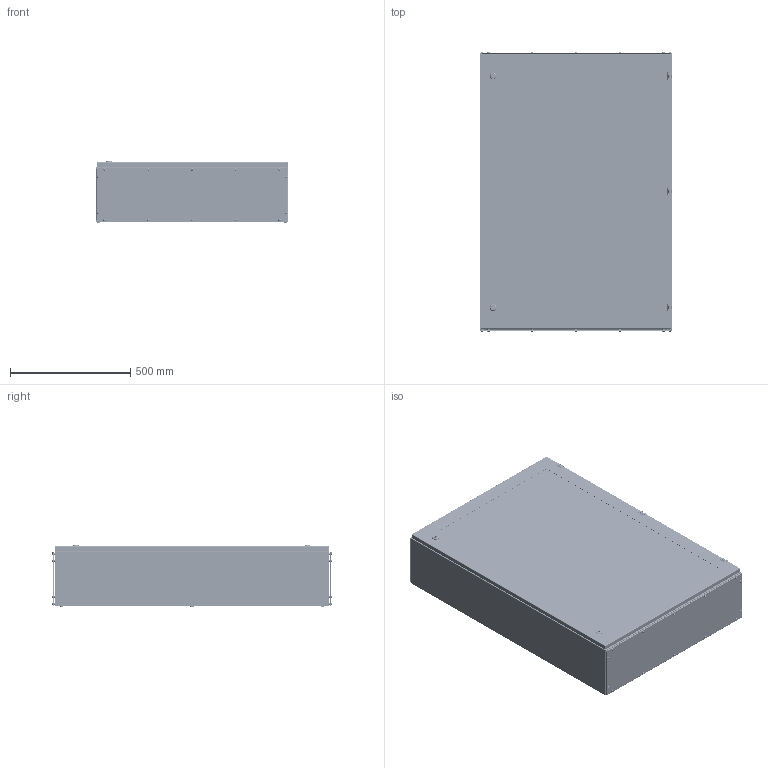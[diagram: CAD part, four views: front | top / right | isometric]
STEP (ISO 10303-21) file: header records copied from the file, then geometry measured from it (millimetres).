
FILE_DESCRIPTION (( 'STEP AP214' ), '1' );
FILE_NAME ('13.080.115.25.STEP', '2024-06-11T09:32:37', ( '' ), ( '' ), 'SwSTEP 2.0', 'SolidWorks 2021', '' );
FILE_SCHEMA (( 'AUTOMOTIVE_DESIGN' ));
Length unit declared in the file: millimetre
Products named in the file (28): SW6X8.stp; 8SJ_MS705_0760.stp; Ïðîêëàäêà êðûøêè W800D250; 砑鳧罻 W800; Êàðêàñ øêàôà W800H1150D250; 8SJ_MS705_0010.stp; Øïèëüêà ïðèâàðíàÿ Ì8õ25; 8SJ_MS705-1_0040.stp; Ãàñêåòèíã W800H1150; ﾄ粢鮱 W800H1150; 13.080.115.25; 8SJ_MS705_0510.stp; Ñòåêëÿííàÿ äâåðü ÑÁ W800H1150; Ãàéêà M6 DIN6923.step; ﾇ瑟鶴 ﾀﾑ ms1000-3M.stp; Øïèëüêà ïðèâàðíàÿ Ì6õ15; 栺樏鋋 W800H1150; Âèíò DIN 967 Ì5õ16 ñ ïîëóêðóãëîé ãîëîâêîé ñ êðåñòîîáðàçíûì øëèöåì; 署赅 W800D250; 嵑謺麃 檐; Ïåðåìû÷êà êàðêàñà W800; Çàêëåïêà ðåçüáîâàÿ Ì5 øåñòèãðàííàÿ ñ óìåíüøåííûì áîðòîì; Áîëò Ì6õ10 ñ øåñòèãðàííîé ãîëîâêîé ñ ïðåññøàéáîé; Øïèëüêà ïðèâàðíàÿ Ì6õ10; 8SJ_S1B_0001.stp; 砑鳧罻 H1150; Êîðïóñ øêàôà W800H1150D250; Çàêëåïêà ðåçüáîâàÿ Ì8 øåñòèãðàííàÿ ñ óìåíüøåííûì áîðòîì
Assembly tree (134 placements, depth 4):
  13.080.115.25
    Êàðêàñ øêàôà W800H1150D250
      Êîðïóñ øêàôà W800H1150D250
      Ïåðåìû÷êà êàðêàñà W800  x2
      Øïèëüêà ïðèâàðíàÿ Ì6õ15  x8
      Øïèëüêà ïðèâàðíàÿ Ì8õ25  x6
    署赅 W800D250  x2
    Ïðîêëàäêà êðûøêè W800D250  x2
    Ñòåêëÿííàÿ äâåðü ÑÁ W800H1150
      ﾄ粢鮱 W800H1150
      Ãàñêåòèíã W800H1150
      ﾇ瑟鶴 ﾀﾑ ms1000-3M.stp  x2
        8SJ_MS705_0010.stp
        8SJ_MS705_0510.stp
        8SJ_MS705_0760.stp
        8SJ_S1B_0001.stp
        8SJ_MS705-1_0040.stp
        SW6X8.stp
      Øïèëüêà ïðèâàðíàÿ Ì6õ10  x14
      栺樏鋋 W800H1150
      Ãàéêà M6 DIN6923.step  x14
      砑鳧罻 H1150  x2
      砑鳧罻 W800  x2
    嵑謺麃 檐  x3
    Áîëò Ì6õ10 ñ øåñòèãðàííîé ãîëîâêîé ñ ïðåññøàéáîé  x3
    Çàêëåïêà ðåçüáîâàÿ Ì5 øåñòèãðàííàÿ ñ óìåíüøåííûì áîðòîì  x28
    Âèíò DIN 967 Ì5õ16 ñ ïîëóêðóãëîé ãîëîâêîé ñ êðåñòîîáðàçíûì øëèöåì  x28
    Çàêëåïêà ðåçüáîâàÿ Ì8 øåñòèãðàííàÿ ñ óìåíüøåííûì áîðòîì  x6
Bounding box: 800 x 1165.11 x 254.65 mm (x, y, z)
Volume: 5870978.5 mm3; surface area: 6843219.2 mm2
Topology: 136 solids, 148 shells, 7024 faces, 17720 edges, 11055 vertices
Faces by surface type: plane 2848, cylinder 2406, bspline 738, cone 494, torus 370, sphere 168
Entity records: 88190 total; most frequent: CARTESIAN_POINT 43498, ORIENTED_EDGE 9536, DIRECTION 8000, EDGE_CURVE 4774, VERTEX_POINT 2955, AXIS2_PLACEMENT_3D 2699, LINE 2602, VECTOR 2602
